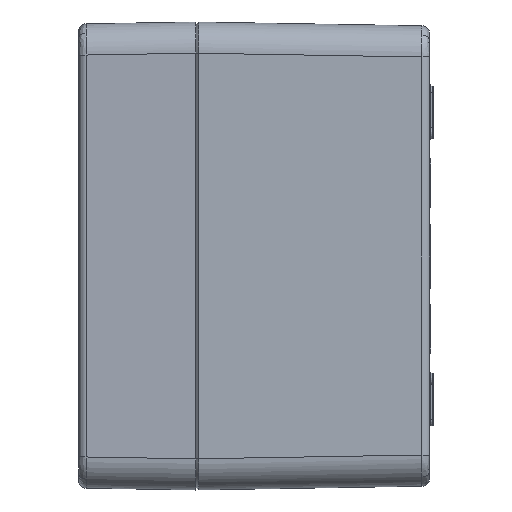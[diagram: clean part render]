
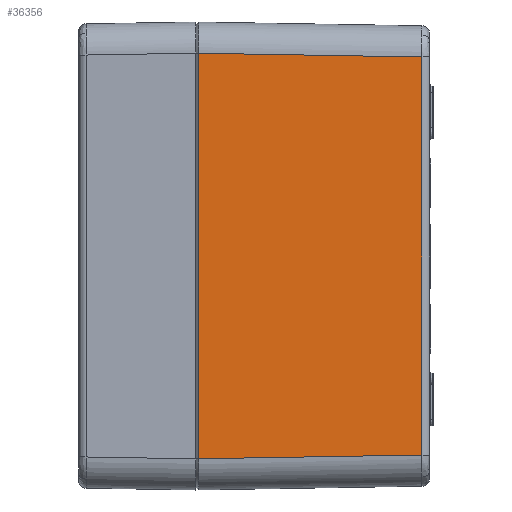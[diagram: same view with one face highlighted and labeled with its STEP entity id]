
A CAD part, left-side view. The second image highlights one B-rep face of the part: STEP entity #36356.
In plain terms, the highlighted planar face has unit normal (-1, -0.017, 0).
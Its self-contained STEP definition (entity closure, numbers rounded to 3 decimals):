
#29490 = VERTEX_POINT ( 'NONE', #53954 ) ;
#36244 = EDGE_CURVE ( 'NONE', #36322, #36361, #68774, .T. ) ;
#36311 = VERTEX_POINT ( 'NONE', #68870 ) ;
#36313 = ORIENTED_EDGE ( 'NONE', *, *, #36315, .T. ) ;
#36315 = EDGE_CURVE ( 'NONE', #36311, #29490, #67830, .T. ) ;
#36318 = ORIENTED_EDGE ( 'NONE', *, *, #36320, .T. ) ;
#36320 = EDGE_CURVE ( 'NONE', #29490, #36322, #68646, .T. ) ;
#36322 = VERTEX_POINT ( 'NONE', #68933 ) ;
#36324 = ORIENTED_EDGE ( 'NONE', *, *, #36244, .T. ) ;
#36356 = ADVANCED_FACE ( 'NONE', ( #69000 ), #68999, .T. ) ;
#36357 = EDGE_LOOP ( 'NONE', ( #36358, #36313, #36318, #36324 ) ) ;
#36358 = ORIENTED_EDGE ( 'NONE', *, *, #36359, .T. ) ;
#36359 = EDGE_CURVE ( 'NONE', #36361, #36311, #68982, .T. ) ;
#36361 = VERTEX_POINT ( 'NONE', #68975 ) ;
#53954 = CARTESIAN_POINT ( 'NONE',  ( -60.033, -58.033, 51.034 ) ) ;
#67829 = CARTESIAN_POINT ( 'NONE',  ( -60.033, -58.033, 51.001 ) ) ;
#67830 = LINE ( 'NONE', #67829, #68100 ) ;
#68100 = VECTOR ( 'NONE', #68355, 1000. ) ;
#68355 = DIRECTION ( 'NONE',  ( 0., 0., 1. ) ) ;
#68643 = DIRECTION ( 'NONE',  ( -0.017, 1., 0.017 ) ) ;
#68644 = VECTOR ( 'NONE', #68643, 1000. ) ;
#68645 = CARTESIAN_POINT ( 'NONE',  ( -60.969, -1.866, 51.97 ) ) ;
#68646 = LINE ( 'NONE', #68645, #68644 ) ;
#68771 = DIRECTION ( 'NONE',  ( 0., 0., -1. ) ) ;
#68772 = VECTOR ( 'NONE', #68771, 1000. ) ;
#68773 = CARTESIAN_POINT ( 'NONE',  ( -60.987, -0.8, -60. ) ) ;
#68774 = LINE ( 'NONE', #68773, #68772 ) ;
#68870 = CARTESIAN_POINT ( 'NONE',  ( -60.033, -58.033, -51.034 ) ) ;
#68933 = CARTESIAN_POINT ( 'NONE',  ( -60.987, -0.8, 51.988 ) ) ;
#68975 = CARTESIAN_POINT ( 'NONE',  ( -60.987, -0.8, -51.988 ) ) ;
#68976 = DIRECTION ( 'NONE',  ( 0.017, -1., 0.017 ) ) ;
#68977 = VECTOR ( 'NONE', #68976, 1000. ) ;
#68978 = CARTESIAN_POINT ( 'NONE',  ( -61.002, 0.133, -52.003 ) ) ;
#68979 = DIRECTION ( 'NONE',  ( 0.017, -1., 0. ) ) ;
#68980 = DIRECTION ( 'NONE',  ( -1., -0.017, 0. ) ) ;
#68981 = CARTESIAN_POINT ( 'NONE',  ( -61., 0., -60. ) ) ;
#68982 = LINE ( 'NONE', #68978, #68977 ) ;
#68983 = AXIS2_PLACEMENT_3D ( 'NONE', #68981, #68980, #68979 ) ;
#68999 = PLANE ( 'NONE',  #68983 ) ;
#69000 = FACE_OUTER_BOUND ( 'NONE', #36357, .T. ) ;
